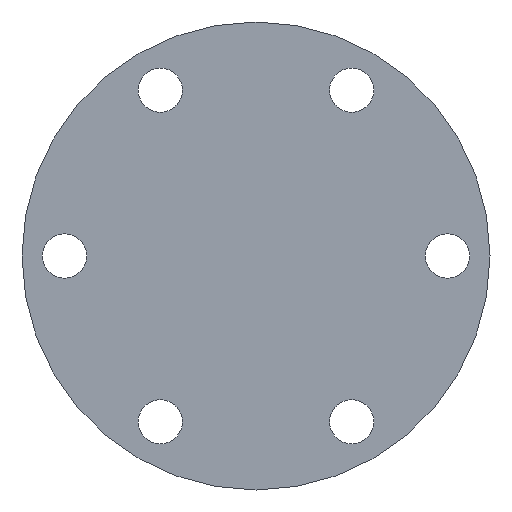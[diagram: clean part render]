
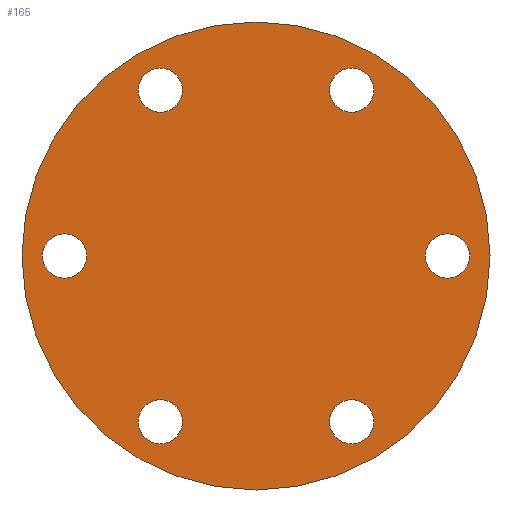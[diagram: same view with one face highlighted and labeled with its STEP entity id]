
A CAD part, front view. The second image highlights one B-rep face of the part: STEP entity #165.
In plain terms, the highlighted planar face has unit normal (0, -1, 0).
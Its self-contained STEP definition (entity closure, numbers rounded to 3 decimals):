
#8 = AXIS2_PLACEMENT_3D ( 'NONE', #188, #270, #566 ) ;
#13 = FACE_BOUND ( 'NONE', #16, .T. ) ;
#16 = EDGE_LOOP ( 'NONE', ( #975, #366 ) ) ;
#30 = ORIENTED_EDGE ( 'NONE', *, *, #919, .T. ) ;
#33 = CARTESIAN_POINT ( 'NONE',  ( -22.5, 0., -2.6 ) ) ;
#36 = FACE_BOUND ( 'NONE', #183, .T. ) ;
#40 = AXIS2_PLACEMENT_3D ( 'NONE', #752, #838, #309 ) ;
#64 = CARTESIAN_POINT ( 'NONE',  ( 0., 0., 0. ) ) ;
#65 = EDGE_CURVE ( 'NONE', #104, #195, #452, .T. ) ;
#83 = FACE_OUTER_BOUND ( 'NONE', #663, .T. ) ;
#94 = CARTESIAN_POINT ( 'NONE',  ( -22.5, 0., 0. ) ) ;
#100 = ORIENTED_EDGE ( 'NONE', *, *, #65, .T. ) ;
#104 = VERTEX_POINT ( 'NONE', #916 ) ;
#110 = CARTESIAN_POINT ( 'NONE',  ( -11.25, 0., -22.086 ) ) ;
#114 = CIRCLE ( 'NONE', #814, 2.6 ) ;
#116 = VERTEX_POINT ( 'NONE', #305 ) ;
#124 = CIRCLE ( 'NONE', #459, 2.6 ) ;
#128 = ORIENTED_EDGE ( 'NONE', *, *, #653, .T. ) ;
#135 = ORIENTED_EDGE ( 'NONE', *, *, #278, .F. ) ;
#146 = EDGE_LOOP ( 'NONE', ( #100, #719 ) ) ;
#149 = DIRECTION ( 'NONE',  ( 0., 0., 1. ) ) ;
#151 = DIRECTION ( 'NONE',  ( 0., 0., 1. ) ) ;
#155 = CIRCLE ( 'NONE', #691, 2.6 ) ;
#156 = CIRCLE ( 'NONE', #168, 27.5 ) ;
#158 = DIRECTION ( 'NONE',  ( 0., 0., 1. ) ) ;
#165 = ADVANCED_FACE ( 'NONE', ( #716, #13, #36, #391, #813, #912, #83 ), #636, .F. ) ;
#168 = AXIS2_PLACEMENT_3D ( 'NONE', #726, #646, #266 ) ;
#179 = CIRCLE ( 'NONE', #40, 2.6 ) ;
#183 = EDGE_LOOP ( 'NONE', ( #931, #976 ) ) ;
#188 = CARTESIAN_POINT ( 'NONE',  ( 11.25, 0., 19.486 ) ) ;
#195 = VERTEX_POINT ( 'NONE', #470 ) ;
#212 = ORIENTED_EDGE ( 'NONE', *, *, #612, .T. ) ;
#224 = CARTESIAN_POINT ( 'NONE',  ( 11.25, 0., 16.886 ) ) ;
#227 = EDGE_CURVE ( 'NONE', #730, #432, #233, .T. ) ;
#233 = CIRCLE ( 'NONE', #878, 2.6 ) ;
#243 = CIRCLE ( 'NONE', #890, 2.6 ) ;
#246 = EDGE_LOOP ( 'NONE', ( #678, #414 ) ) ;
#248 = EDGE_CURVE ( 'NONE', #432, #730, #755, .T. ) ;
#251 = CARTESIAN_POINT ( 'NONE',  ( 0., 0., 0. ) ) ;
#257 = VERTEX_POINT ( 'NONE', #643 ) ;
#259 = AXIS2_PLACEMENT_3D ( 'NONE', #94, #702, #927 ) ;
#263 = CARTESIAN_POINT ( 'NONE',  ( -11.25, 0., 22.086 ) ) ;
#266 = DIRECTION ( 'NONE',  ( 0., 0., 1. ) ) ;
#270 = DIRECTION ( 'NONE',  ( 0., 1., 0. ) ) ;
#271 = VERTEX_POINT ( 'NONE', #346 ) ;
#278 = EDGE_CURVE ( 'NONE', #574, #506, #156, .T. ) ;
#297 = DIRECTION ( 'NONE',  ( 0., 0., 1. ) ) ;
#300 = VERTEX_POINT ( 'NONE', #723 ) ;
#305 = CARTESIAN_POINT ( 'NONE',  ( 22.5, 0., 2.6 ) ) ;
#308 = AXIS2_PLACEMENT_3D ( 'NONE', #356, #661, #436 ) ;
#309 = DIRECTION ( 'NONE',  ( 0., 0., 1. ) ) ;
#321 = CARTESIAN_POINT ( 'NONE',  ( -11.25, 0., 19.486 ) ) ;
#343 = VERTEX_POINT ( 'NONE', #263 ) ;
#346 = CARTESIAN_POINT ( 'NONE',  ( -11.25, 0., 16.886 ) ) ;
#356 = CARTESIAN_POINT ( 'NONE',  ( 22.5, 0., 0. ) ) ;
#366 = ORIENTED_EDGE ( 'NONE', *, *, #473, .T. ) ;
#369 = CARTESIAN_POINT ( 'NONE',  ( 0., 0., -27.5 ) ) ;
#378 = DIRECTION ( 'NONE',  ( 0., 0., 1. ) ) ;
#380 = EDGE_CURVE ( 'NONE', #116, #257, #766, .T. ) ;
#383 = AXIS2_PLACEMENT_3D ( 'NONE', #321, #699, #472 ) ;
#391 = FACE_BOUND ( 'NONE', #246, .T. ) ;
#414 = ORIENTED_EDGE ( 'NONE', *, *, #599, .T. ) ;
#432 = VERTEX_POINT ( 'NONE', #797 ) ;
#434 = DIRECTION ( 'NONE',  ( 0., 1., 0. ) ) ;
#436 = DIRECTION ( 'NONE',  ( 0., 0., 1. ) ) ;
#447 = CARTESIAN_POINT ( 'NONE',  ( -11.25, 0., -19.486 ) ) ;
#452 = CIRCLE ( 'NONE', #771, 2.6 ) ;
#459 = AXIS2_PLACEMENT_3D ( 'NONE', #888, #434, #964 ) ;
#470 = CARTESIAN_POINT ( 'NONE',  ( 11.25, 0., -22.086 ) ) ;
#472 = DIRECTION ( 'NONE',  ( 0., 0., 1. ) ) ;
#473 = EDGE_CURVE ( 'NONE', #872, #300, #124, .T. ) ;
#493 = EDGE_CURVE ( 'NONE', #300, #872, #155, .T. ) ;
#502 = CIRCLE ( 'NONE', #737, 27.5 ) ;
#506 = VERTEX_POINT ( 'NONE', #517 ) ;
#508 = VERTEX_POINT ( 'NONE', #969 ) ;
#515 = EDGE_CURVE ( 'NONE', #506, #574, #502, .T. ) ;
#516 = VERTEX_POINT ( 'NONE', #224 ) ;
#517 = CARTESIAN_POINT ( 'NONE',  ( 0., 0., 27.5 ) ) ;
#537 = DIRECTION ( 'NONE',  ( 0., 1., 0. ) ) ;
#562 = ORIENTED_EDGE ( 'NONE', *, *, #515, .F. ) ;
#566 = DIRECTION ( 'NONE',  ( 0., 0., 1. ) ) ;
#574 = VERTEX_POINT ( 'NONE', #369 ) ;
#599 = EDGE_CURVE ( 'NONE', #271, #343, #114, .T. ) ;
#604 = DIRECTION ( 'NONE',  ( 0., 1., 0. ) ) ;
#611 = CARTESIAN_POINT ( 'NONE',  ( 11.25, 0., -19.486 ) ) ;
#612 = EDGE_CURVE ( 'NONE', #257, #116, #179, .T. ) ;
#615 = EDGE_CURVE ( 'NONE', #343, #271, #892, .T. ) ;
#629 = DIRECTION ( 'NONE',  ( 0., 0., 1. ) ) ;
#636 = PLANE ( 'NONE',  #947 ) ;
#643 = CARTESIAN_POINT ( 'NONE',  ( 22.5, 0., -2.6 ) ) ;
#646 = DIRECTION ( 'NONE',  ( 0., 1., 0. ) ) ;
#653 = EDGE_CURVE ( 'NONE', #516, #508, #961, .T. ) ;
#655 = DIRECTION ( 'NONE',  ( 0., 0., 1. ) ) ;
#661 = DIRECTION ( 'NONE',  ( 0., 1., 0. ) ) ;
#663 = EDGE_LOOP ( 'NONE', ( #562, #135 ) ) ;
#678 = ORIENTED_EDGE ( 'NONE', *, *, #615, .T. ) ;
#691 = AXIS2_PLACEMENT_3D ( 'NONE', #447, #604, #297 ) ;
#699 = DIRECTION ( 'NONE',  ( 0., 1., 0. ) ) ;
#702 = DIRECTION ( 'NONE',  ( 0., 1., 0. ) ) ;
#716 = FACE_BOUND ( 'NONE', #146, .T. ) ;
#719 = ORIENTED_EDGE ( 'NONE', *, *, #934, .T. ) ;
#723 = CARTESIAN_POINT ( 'NONE',  ( -11.25, 0., -16.886 ) ) ;
#726 = CARTESIAN_POINT ( 'NONE',  ( 0., 0., 0. ) ) ;
#730 = VERTEX_POINT ( 'NONE', #33 ) ;
#737 = AXIS2_PLACEMENT_3D ( 'NONE', #64, #821, #149 ) ;
#752 = CARTESIAN_POINT ( 'NONE',  ( 22.5, 0., 0. ) ) ;
#755 = CIRCLE ( 'NONE', #259, 2.6 ) ;
#758 = EDGE_LOOP ( 'NONE', ( #857, #212 ) ) ;
#760 = CARTESIAN_POINT ( 'NONE',  ( 11.25, 0., 19.486 ) ) ;
#766 = CIRCLE ( 'NONE', #308, 2.6 ) ;
#771 = AXIS2_PLACEMENT_3D ( 'NONE', #611, #835, #151 ) ;
#774 = DIRECTION ( 'NONE',  ( 0., 1., 0. ) ) ;
#787 = CARTESIAN_POINT ( 'NONE',  ( 11.25, 0., -19.486 ) ) ;
#797 = CARTESIAN_POINT ( 'NONE',  ( -22.5, 0., 2.6 ) ) ;
#813 = FACE_BOUND ( 'NONE', #913, .T. ) ;
#814 = AXIS2_PLACEMENT_3D ( 'NONE', #977, #822, #378 ) ;
#821 = DIRECTION ( 'NONE',  ( 0., 1., 0. ) ) ;
#822 = DIRECTION ( 'NONE',  ( 0., 1., 0. ) ) ;
#835 = DIRECTION ( 'NONE',  ( 0., 1., 0. ) ) ;
#837 = AXIS2_PLACEMENT_3D ( 'NONE', #760, #537, #158 ) ;
#838 = DIRECTION ( 'NONE',  ( 0., 1., 0. ) ) ;
#857 = ORIENTED_EDGE ( 'NONE', *, *, #380, .T. ) ;
#872 = VERTEX_POINT ( 'NONE', #110 ) ;
#878 = AXIS2_PLACEMENT_3D ( 'NONE', #935, #774, #629 ) ;
#888 = CARTESIAN_POINT ( 'NONE',  ( -11.25, 0., -19.486 ) ) ;
#890 = AXIS2_PLACEMENT_3D ( 'NONE', #787, #956, #655 ) ;
#892 = CIRCLE ( 'NONE', #383, 2.6 ) ;
#912 = FACE_BOUND ( 'NONE', #758, .T. ) ;
#913 = EDGE_LOOP ( 'NONE', ( #30, #128 ) ) ;
#916 = CARTESIAN_POINT ( 'NONE',  ( 11.25, 0., -16.886 ) ) ;
#919 = EDGE_CURVE ( 'NONE', #508, #516, #960, .T. ) ;
#920 = DIRECTION ( 'NONE',  ( 0., 1., 0. ) ) ;
#927 = DIRECTION ( 'NONE',  ( 0., 0., 1. ) ) ;
#931 = ORIENTED_EDGE ( 'NONE', *, *, #248, .T. ) ;
#933 = DIRECTION ( 'NONE',  ( 0., 0., 1. ) ) ;
#934 = EDGE_CURVE ( 'NONE', #195, #104, #243, .T. ) ;
#935 = CARTESIAN_POINT ( 'NONE',  ( -22.5, 0., 0. ) ) ;
#947 = AXIS2_PLACEMENT_3D ( 'NONE', #251, #920, #933 ) ;
#956 = DIRECTION ( 'NONE',  ( 0., 1., 0. ) ) ;
#960 = CIRCLE ( 'NONE', #8, 2.6 ) ;
#961 = CIRCLE ( 'NONE', #837, 2.6 ) ;
#964 = DIRECTION ( 'NONE',  ( 0., 0., 1. ) ) ;
#969 = CARTESIAN_POINT ( 'NONE',  ( 11.25, 0., 22.086 ) ) ;
#975 = ORIENTED_EDGE ( 'NONE', *, *, #493, .T. ) ;
#976 = ORIENTED_EDGE ( 'NONE', *, *, #227, .T. ) ;
#977 = CARTESIAN_POINT ( 'NONE',  ( -11.25, 0., 19.486 ) ) ;
